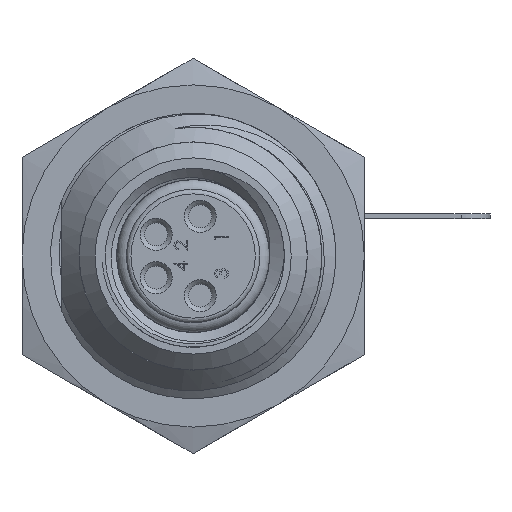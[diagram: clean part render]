
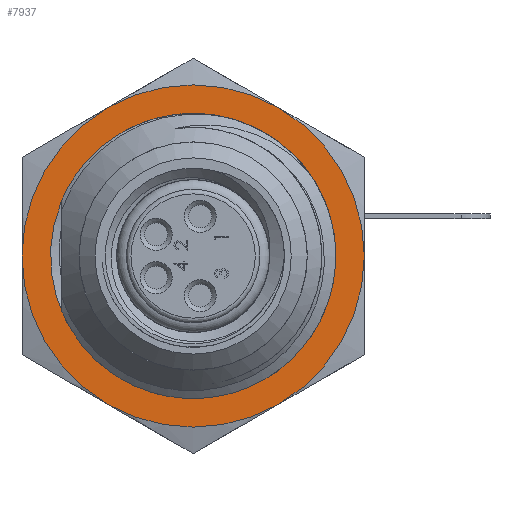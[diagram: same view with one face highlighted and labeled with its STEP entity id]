
A CAD part, left-side view. The second image highlights one B-rep face of the part: STEP entity #7937.
In plain terms, the highlighted face is planar.
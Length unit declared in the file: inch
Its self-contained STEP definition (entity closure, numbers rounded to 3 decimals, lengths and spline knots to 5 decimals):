
#53 = AXIS2_PLACEMENT_3D ( 'NONE', #8664, #3635, #9529 ) ;
#266 = EDGE_CURVE ( 'NONE', #6534, #9306, #10394, .T. ) ;
#353 = ORIENTED_EDGE ( 'NONE', *, *, #10926, .T. ) ;
#399 = CIRCLE ( 'NONE', #6344, 0.29528 ) ;
#462 = EDGE_CURVE ( 'NONE', #9306, #2507, #399, .T. ) ;
#487 = DIRECTION ( 'NONE',  ( 1., 0., 0. ) ) ;
#581 = CARTESIAN_POINT ( 'NONE',  ( -0.02825, -0.24563, 0.03543 ) ) ;
#662 = CARTESIAN_POINT ( 'NONE',  ( -0.09811, -0.22598, 0.03543 ) ) ;
#705 = CARTESIAN_POINT ( 'NONE',  ( -0.25572, -0.14764, 0.03543 ) ) ;
#916 = ORIENTED_EDGE ( 'NONE', *, *, #2444, .F. ) ;
#1522 = CARTESIAN_POINT ( 'NONE',  ( -0.13006, -0.20923, 0.03543 ) ) ;
#1640 = DIRECTION ( 'NONE',  ( 0., 0., 1. ) ) ;
#1706 = EDGE_LOOP ( 'NONE', ( #353, #4210, #10967, #1966, #4096, #8442 ) ) ;
#1938 = CARTESIAN_POINT ( 'NONE',  ( 0., 0., 0.03543 ) ) ;
#1957 = CIRCLE ( 'NONE', #4388, 0.29528 ) ;
#1966 = ORIENTED_EDGE ( 'NONE', *, *, #2223, .T. ) ;
#2154 = PLANE ( 'NONE',  #9843 ) ;
#2223 = EDGE_CURVE ( 'NONE', #2507, #4346, #10316, .T. ) ;
#2444 = EDGE_CURVE ( 'NONE', #3001, #10812, #8553, .T. ) ;
#2507 = VERTEX_POINT ( 'NONE', #3662 ) ;
#2808 = DIRECTION ( 'NONE',  ( 1., 0., 0. ) ) ;
#3001 = VERTEX_POINT ( 'NONE', #10664 ) ;
#3154 = CARTESIAN_POINT ( 'NONE',  ( -0.00403, -0.24603, 0.03543 ) ) ;
#3420 = CIRCLE ( 'NONE', #5286, 0.29528 ) ;
#3635 = DIRECTION ( 'NONE',  ( 0., 0., 1. ) ) ;
#3662 = CARTESIAN_POINT ( 'NONE',  ( -0.25572, 0.14764, 0.03543 ) ) ;
#3695 = VERTEX_POINT ( 'NONE', #7827 ) ;
#3975 = ORIENTED_EDGE ( 'NONE', *, *, #9232, .T. ) ;
#4049 = CARTESIAN_POINT ( 'NONE',  ( -0.14002, -0.20234, 0.03543 ) ) ;
#4096 = ORIENTED_EDGE ( 'NONE', *, *, #6616, .T. ) ;
#4210 = ORIENTED_EDGE ( 'NONE', *, *, #266, .T. ) ;
#4346 = VERTEX_POINT ( 'NONE', #705 ) ;
#4388 = AXIS2_PLACEMENT_3D ( 'NONE', #9811, #4730, #10662 ) ;
#4703 = CARTESIAN_POINT ( 'NONE',  ( 0., 0., 0.03543 ) ) ;
#4730 = DIRECTION ( 'NONE',  ( 0., 0., 1. ) ) ;
#5286 = AXIS2_PLACEMENT_3D ( 'NONE', #6685, #1640, #7545 ) ;
#5404 = CARTESIAN_POINT ( 'NONE',  ( 0., 0., 0.03543 ) ) ;
#5449 = DIRECTION ( 'NONE',  ( 0., 0., 1. ) ) ;
#5481 = DIRECTION ( 'NONE',  ( 1., 0., 0. ) ) ;
#5537 = EDGE_CURVE ( 'NONE', #3695, #9871, #10072, .T. ) ;
#5560 = DIRECTION ( 'NONE',  ( 0., 0., 1. ) ) ;
#5608 = AXIS2_PLACEMENT_3D ( 'NONE', #5404, #5449, #5481 ) ;
#5714 = CARTESIAN_POINT ( 'NONE',  ( -0.08685, -0.23054, 0.03543 ) ) ;
#6055 = DIRECTION ( 'NONE',  ( 1., 0., 0. ) ) ;
#6109 = B_SPLINE_CURVE_WITH_KNOTS ( 'NONE', 3,
 ( #3154, #581, #10799, #5714, #662, #6562, #1522, #7423 ),
 .UNSPECIFIED., .F., .F.,
 ( 4, 2, 2, 4 ),
 ( 0., 0.00185, 0.00277, 0.00369 ),
 .UNSPECIFIED. ) ;
#6344 = AXIS2_PLACEMENT_3D ( 'NONE', #9074, #7041, #6927 ) ;
#6346 = EDGE_LOOP ( 'NONE', ( #3975, #916 ) ) ;
#6534 = VERTEX_POINT ( 'NONE', #8010 ) ;
#6562 = CARTESIAN_POINT ( 'NONE',  ( -0.11968, -0.21533, 0.03543 ) ) ;
#6616 = EDGE_CURVE ( 'NONE', #4346, #3695, #1957, .T. ) ;
#6641 = CARTESIAN_POINT ( 'NONE',  ( 0., 0.29528, 0.03543 ) ) ;
#6685 = CARTESIAN_POINT ( 'NONE',  ( 0., 0., 0.03543 ) ) ;
#6927 = DIRECTION ( 'NONE',  ( 1., 0., 0. ) ) ;
#7041 = DIRECTION ( 'NONE',  ( 0., 0., 1. ) ) ;
#7072 = DIRECTION ( 'NONE',  ( 0., 0., 1. ) ) ;
#7088 = AXIS2_PLACEMENT_3D ( 'NONE', #1938, #7850, #2808 ) ;
#7107 = AXIS2_PLACEMENT_3D ( 'NONE', #7203, #7072, #6055 ) ;
#7203 = CARTESIAN_POINT ( 'NONE',  ( 0., 0., 0.03543 ) ) ;
#7423 = CARTESIAN_POINT ( 'NONE',  ( -0.14002, -0.20234, 0.03543 ) ) ;
#7545 = DIRECTION ( 'NONE',  ( 1., 0., 0. ) ) ;
#7827 = CARTESIAN_POINT ( 'NONE',  ( 0., -0.29528, 0.03543 ) ) ;
#7850 = DIRECTION ( 'NONE',  ( 0., 0., 1. ) ) ;
#7937 = ADVANCED_FACE ( 'NONE', ( #8622, #8358 ), #2154, .T. ) ;
#8010 = CARTESIAN_POINT ( 'NONE',  ( 0.25572, 0.14764, 0.03543 ) ) ;
#8358 = FACE_OUTER_BOUND ( 'NONE', #1706, .T. ) ;
#8442 = ORIENTED_EDGE ( 'NONE', *, *, #5537, .T. ) ;
#8553 = CIRCLE ( 'NONE', #7088, 0.24606 ) ;
#8622 = FACE_BOUND ( 'NONE', #6346, .T. ) ;
#8664 = CARTESIAN_POINT ( 'NONE',  ( 0., 0., 0.03543 ) ) ;
#9074 = CARTESIAN_POINT ( 'NONE',  ( 0., 0., 0.03543 ) ) ;
#9232 = EDGE_CURVE ( 'NONE', #3001, #10812, #6109, .T. ) ;
#9306 = VERTEX_POINT ( 'NONE', #6641 ) ;
#9529 = DIRECTION ( 'NONE',  ( 1., 0., 0. ) ) ;
#9811 = CARTESIAN_POINT ( 'NONE',  ( 0., 0., 0.03543 ) ) ;
#9843 = AXIS2_PLACEMENT_3D ( 'NONE', #4703, #5560, #487 ) ;
#9871 = VERTEX_POINT ( 'NONE', #10818 ) ;
#10072 = CIRCLE ( 'NONE', #53, 0.29528 ) ;
#10316 = CIRCLE ( 'NONE', #5608, 0.29528 ) ;
#10394 = CIRCLE ( 'NONE', #7107, 0.29528 ) ;
#10662 = DIRECTION ( 'NONE',  ( 1., 0., 0. ) ) ;
#10664 = CARTESIAN_POINT ( 'NONE',  ( -0.00403, -0.24603, 0.03543 ) ) ;
#10799 = CARTESIAN_POINT ( 'NONE',  ( -0.05235, -0.24164, 0.03543 ) ) ;
#10812 = VERTEX_POINT ( 'NONE', #4049 ) ;
#10818 = CARTESIAN_POINT ( 'NONE',  ( 0.25572, -0.14764, 0.03543 ) ) ;
#10926 = EDGE_CURVE ( 'NONE', #9871, #6534, #3420, .T. ) ;
#10967 = ORIENTED_EDGE ( 'NONE', *, *, #462, .T. ) ;
